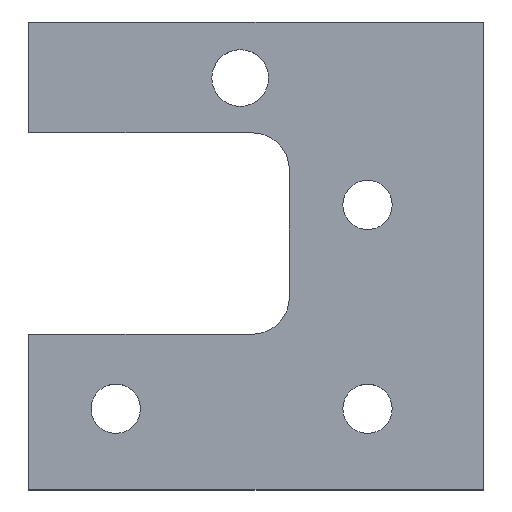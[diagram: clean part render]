
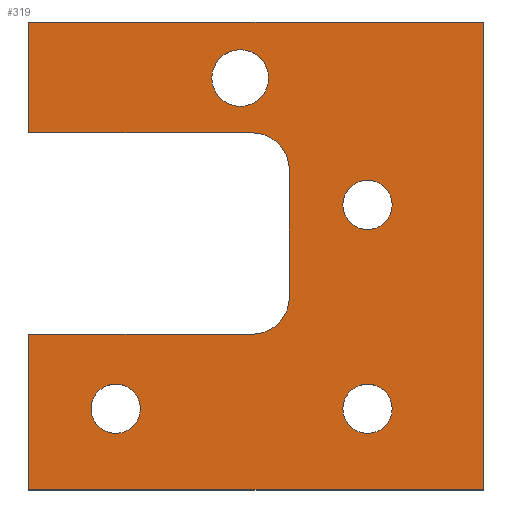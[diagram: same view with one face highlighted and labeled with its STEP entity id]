
A CAD part, top view. The second image highlights one B-rep face of the part: STEP entity #319.
In plain terms, the highlighted planar face has unit normal (0, 0, 1).
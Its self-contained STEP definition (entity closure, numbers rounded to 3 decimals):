
#15=FACE_BOUND('',#64,.T.);
#16=FACE_BOUND('',#65,.T.);
#17=FACE_BOUND('',#66,.T.);
#18=FACE_BOUND('',#67,.T.);
#31=PLANE('',#361);
#47=FACE_OUTER_BOUND('',#63,.T.);
#63=EDGE_LOOP('',(#271,#272,#273,#274,#275,#276,#277,#278,#279,#280));
#64=EDGE_LOOP('',(#281));
#65=EDGE_LOOP('',(#282));
#66=EDGE_LOOP('',(#283));
#67=EDGE_LOOP('',(#284));
#80=LINE('',#489,#110);
#84=LINE('',#501,#114);
#87=LINE('',#507,#117);
#90=LINE('',#513,#120);
#93=LINE('',#519,#123);
#96=LINE('',#525,#126);
#99=LINE('',#531,#129);
#102=LINE('',#535,#132);
#110=VECTOR('',#404,10.);
#114=VECTOR('',#416,10.);
#117=VECTOR('',#421,10.);
#120=VECTOR('',#426,10.);
#123=VECTOR('',#431,10.);
#126=VECTOR('',#436,10.);
#129=VECTOR('',#441,10.);
#132=VECTOR('',#446,10.);
#133=CIRCLE('',#336,2.);
#135=CIRCLE('',#339,2.);
#137=CIRCLE('',#342,2.3);
#139=CIRCLE('',#345,2.);
#142=CIRCLE('',#349,3.);
#144=CIRCLE('',#353,3.);
#145=VERTEX_POINT('',#453);
#147=VERTEX_POINT('',#459);
#149=VERTEX_POINT('',#465);
#151=VERTEX_POINT('',#471);
#155=VERTEX_POINT('',#480);
#156=VERTEX_POINT('',#482);
#158=VERTEX_POINT('',#488);
#160=VERTEX_POINT('',#494);
#162=VERTEX_POINT('',#500);
#164=VERTEX_POINT('',#506);
#166=VERTEX_POINT('',#512);
#168=VERTEX_POINT('',#518);
#170=VERTEX_POINT('',#524);
#172=VERTEX_POINT('',#530);
#173=EDGE_CURVE('',#145,#145,#133,.T.);
#176=EDGE_CURVE('',#147,#147,#135,.T.);
#179=EDGE_CURVE('',#149,#149,#137,.T.);
#182=EDGE_CURVE('',#151,#151,#139,.T.);
#187=EDGE_CURVE('',#156,#155,#142,.T.);
#190=EDGE_CURVE('',#158,#156,#80,.T.);
#193=EDGE_CURVE('',#160,#158,#144,.T.);
#196=EDGE_CURVE('',#162,#160,#84,.T.);
#199=EDGE_CURVE('',#164,#162,#87,.T.);
#202=EDGE_CURVE('',#166,#164,#90,.T.);
#205=EDGE_CURVE('',#168,#166,#93,.T.);
#208=EDGE_CURVE('',#170,#168,#96,.T.);
#211=EDGE_CURVE('',#172,#170,#99,.T.);
#214=EDGE_CURVE('',#155,#172,#102,.T.);
#271=ORIENTED_EDGE('',*,*,#214,.T.);
#272=ORIENTED_EDGE('',*,*,#211,.T.);
#273=ORIENTED_EDGE('',*,*,#208,.T.);
#274=ORIENTED_EDGE('',*,*,#205,.T.);
#275=ORIENTED_EDGE('',*,*,#202,.T.);
#276=ORIENTED_EDGE('',*,*,#199,.T.);
#277=ORIENTED_EDGE('',*,*,#196,.T.);
#278=ORIENTED_EDGE('',*,*,#193,.T.);
#279=ORIENTED_EDGE('',*,*,#190,.T.);
#280=ORIENTED_EDGE('',*,*,#187,.T.);
#281=ORIENTED_EDGE('',*,*,#182,.T.);
#282=ORIENTED_EDGE('',*,*,#179,.T.);
#283=ORIENTED_EDGE('',*,*,#176,.T.);
#284=ORIENTED_EDGE('',*,*,#173,.T.);
#319=ADVANCED_FACE('',(#47,#15,#16,#17,#18),#31,.T.);
#336=AXIS2_PLACEMENT_3D('',#454,#367,#368);
#339=AXIS2_PLACEMENT_3D('',#460,#374,#375);
#342=AXIS2_PLACEMENT_3D('',#466,#381,#382);
#345=AXIS2_PLACEMENT_3D('',#472,#388,#389);
#349=AXIS2_PLACEMENT_3D('',#483,#398,#399);
#353=AXIS2_PLACEMENT_3D('',#495,#410,#411);
#361=AXIS2_PLACEMENT_3D('',#536,#447,#448);
#367=DIRECTION('center_axis',(0.,0.,-1.));
#368=DIRECTION('ref_axis',(-1.,0.,0.));
#374=DIRECTION('center_axis',(0.,0.,-1.));
#375=DIRECTION('ref_axis',(-1.,0.,0.));
#381=DIRECTION('center_axis',(0.,0.,-1.));
#382=DIRECTION('ref_axis',(-1.,0.,0.));
#388=DIRECTION('center_axis',(0.,0.,-1.));
#389=DIRECTION('ref_axis',(-1.,0.,0.));
#398=DIRECTION('center_axis',(0.,0.,-1.));
#399=DIRECTION('ref_axis',(0.,-1.,0.));
#404=DIRECTION('',(0.,-1.,0.));
#410=DIRECTION('center_axis',(0.,0.,-1.));
#411=DIRECTION('ref_axis',(1.,0.,0.));
#416=DIRECTION('',(1.,0.,0.));
#421=DIRECTION('',(0.,-1.,0.));
#426=DIRECTION('',(-1.,0.,0.));
#431=DIRECTION('',(0.,1.,0.));
#436=DIRECTION('',(1.,0.,0.));
#441=DIRECTION('',(0.,-1.,0.));
#446=DIRECTION('',(-1.,0.,0.));
#447=DIRECTION('center_axis',(0.,0.,1.));
#448=DIRECTION('ref_axis',(-1.,0.,0.));
#453=CARTESIAN_POINT('',(-7.4,-14.85,2.35));
#454=CARTESIAN_POINT('Origin',(-9.4,-14.85,2.35));
#459=CARTESIAN_POINT('',(-7.4,-31.4,2.35));
#460=CARTESIAN_POINT('Origin',(-9.4,-31.4,2.35));
#465=CARTESIAN_POINT('',(-17.44,-4.55,2.35));
#466=CARTESIAN_POINT('Origin',(-19.74,-4.55,2.35));
#471=CARTESIAN_POINT('',(-27.85,-31.4,2.35));
#472=CARTESIAN_POINT('Origin',(-29.85,-31.4,2.35));
#480=CARTESIAN_POINT('',(-18.75,-25.35,2.35));
#482=CARTESIAN_POINT('',(-15.75,-22.35,2.35));
#483=CARTESIAN_POINT('Origin',(-18.75,-22.35,2.35));
#488=CARTESIAN_POINT('',(-15.75,-12.,2.35));
#489=CARTESIAN_POINT('',(-15.75,-12.,2.35));
#494=CARTESIAN_POINT('',(-18.75,-9.,2.35));
#495=CARTESIAN_POINT('Origin',(-18.75,-12.,2.35));
#500=CARTESIAN_POINT('',(-36.913,-9.,2.35));
#501=CARTESIAN_POINT('',(-61.25,-9.,2.35));
#506=CARTESIAN_POINT('',(-36.913,0.,2.35));
#507=CARTESIAN_POINT('',(-36.913,0.,2.35));
#512=CARTESIAN_POINT('',(0.,0.,2.35));
#513=CARTESIAN_POINT('',(0.,0.,2.35));
#518=CARTESIAN_POINT('',(0.,-38.,2.35));
#519=CARTESIAN_POINT('',(0.,-38.,2.35));
#524=CARTESIAN_POINT('',(-36.913,-38.,2.35));
#525=CARTESIAN_POINT('',(-36.913,-38.,2.35));
#530=CARTESIAN_POINT('',(-36.913,-25.35,2.35));
#531=CARTESIAN_POINT('',(-36.913,0.,2.35));
#535=CARTESIAN_POINT('',(-18.75,-25.35,2.35));
#536=CARTESIAN_POINT('Origin',(-18.456,-19.,2.35));
